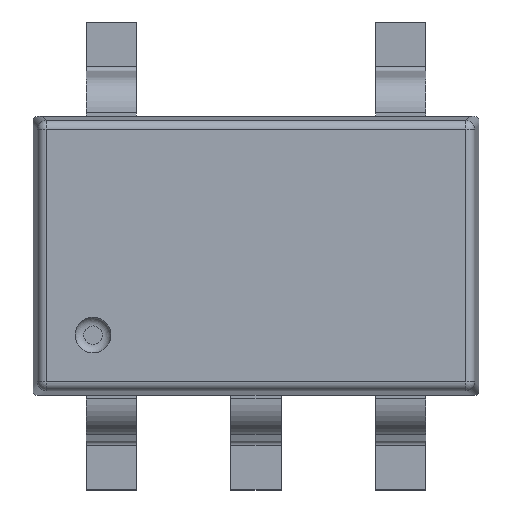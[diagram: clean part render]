
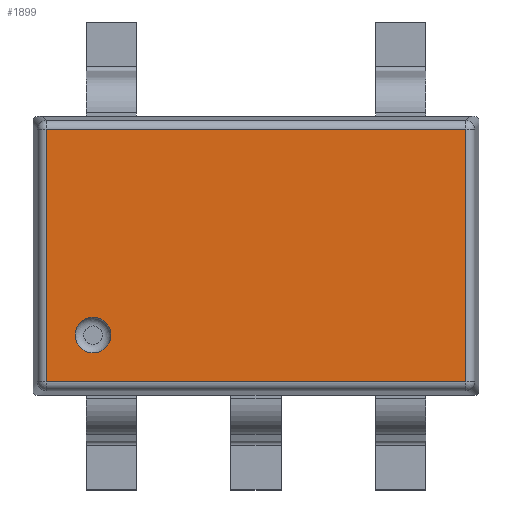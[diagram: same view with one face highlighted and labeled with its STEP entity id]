
A CAD part, top view. The second image highlights one B-rep face of the part: STEP entity #1899.
In plain terms, the highlighted planar face has unit normal (0, 0, 1).
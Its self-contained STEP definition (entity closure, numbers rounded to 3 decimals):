
#128=FACE_BOUND('',#720,.T.);
#198=LINE('',#2943,#388);
#199=LINE('',#2945,#389);
#200=LINE('',#2947,#390);
#201=LINE('',#2948,#391);
#388=VECTOR('',#2330,1.);
#389=VECTOR('',#2331,1.);
#390=VECTOR('',#2332,1.);
#391=VECTOR('',#2333,1.);
#543=PLANE('',#2043);
#609=FACE_OUTER_BOUND('',#719,.T.);
#719=EDGE_LOOP('',(#1407,#1408,#1409,#1410));
#720=EDGE_LOOP('',(#1411));
#815=CIRCLE('',#2010,0.08);
#882=VERTEX_POINT('',#2800);
#940=VERTEX_POINT('',#2941);
#941=VERTEX_POINT('',#2942);
#942=VERTEX_POINT('',#2944);
#943=VERTEX_POINT('',#2946);
#1052=EDGE_CURVE('',#882,#882,#815,.T.);
#1120=EDGE_CURVE('',#940,#941,#198,.T.);
#1121=EDGE_CURVE('',#941,#942,#199,.T.);
#1122=EDGE_CURVE('',#942,#943,#200,.T.);
#1123=EDGE_CURVE('',#943,#940,#201,.T.);
#1407=ORIENTED_EDGE('',*,*,#1120,.T.);
#1408=ORIENTED_EDGE('',*,*,#1121,.T.);
#1409=ORIENTED_EDGE('',*,*,#1122,.T.);
#1410=ORIENTED_EDGE('',*,*,#1123,.T.);
#1411=ORIENTED_EDGE('',*,*,#1052,.F.);
#1899=ADVANCED_FACE('',(#609,#128),#543,.F.);
#2010=AXIS2_PLACEMENT_3D('',#2801,#2213,#2214);
#2043=AXIS2_PLACEMENT_3D('',#2940,#2328,#2329);
#2213=DIRECTION('center_axis',(0.,0.,1.));
#2214=DIRECTION('ref_axis',(1.,0.,0.));
#2328=DIRECTION('center_axis',(0.,0.,-1.));
#2329=DIRECTION('ref_axis',(-1.,0.,0.));
#2330=DIRECTION('',(1.,0.,0.));
#2331=DIRECTION('',(0.,1.,0.));
#2332=DIRECTION('',(-1.,0.,0.));
#2333=DIRECTION('',(0.,-1.,0.));
#2800=CARTESIAN_POINT('',(-0.651,-0.356,0.95));
#2801=CARTESIAN_POINT('Origin',(-0.731,-0.356,0.95));
#2940=CARTESIAN_POINT('Origin',(1.,0.625,0.95));
#2941=CARTESIAN_POINT('',(-0.941,-0.566,0.95));
#2942=CARTESIAN_POINT('',(0.941,-0.566,0.95));
#2943=CARTESIAN_POINT('',(0.978,-0.566,0.95));
#2944=CARTESIAN_POINT('',(0.941,0.566,0.95));
#2945=CARTESIAN_POINT('',(0.941,0.603,0.95));
#2946=CARTESIAN_POINT('',(-0.941,0.566,0.95));
#2947=CARTESIAN_POINT('',(-0.978,0.566,0.95));
#2948=CARTESIAN_POINT('',(-0.941,-0.603,0.95));
